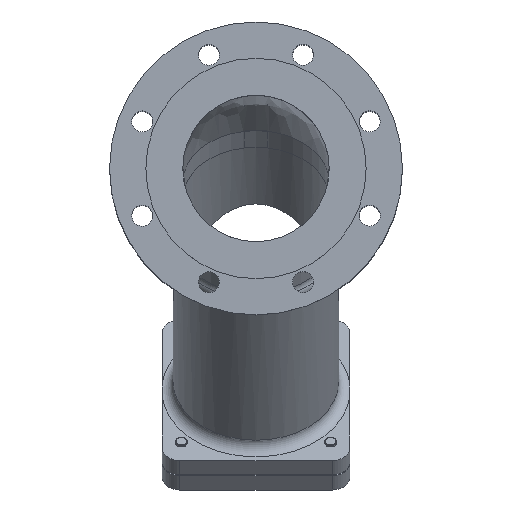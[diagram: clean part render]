
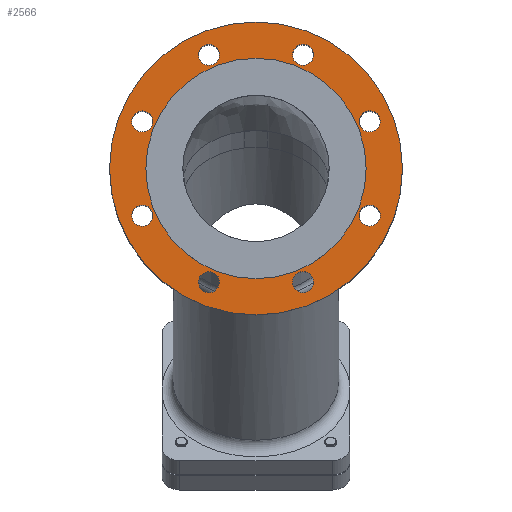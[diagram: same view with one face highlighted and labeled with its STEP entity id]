
A CAD part, top view. The second image highlights one B-rep face of the part: STEP entity #2566.
In plain terms, the highlighted planar face has unit normal (0, 0, 1).
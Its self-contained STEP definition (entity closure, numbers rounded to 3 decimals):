
#97=FACE_BOUND('',#856,.T.);
#98=FACE_BOUND('',#857,.T.);
#99=FACE_BOUND('',#858,.T.);
#100=FACE_BOUND('',#859,.T.);
#101=FACE_BOUND('',#860,.T.);
#102=FACE_BOUND('',#861,.T.);
#103=FACE_BOUND('',#862,.T.);
#104=FACE_BOUND('',#863,.T.);
#105=FACE_BOUND('',#864,.T.);
#564=PLANE('',#2852);
#678=FACE_OUTER_BOUND('',#855,.T.);
#855=EDGE_LOOP('',(#2292,#2293));
#856=EDGE_LOOP('',(#2294,#2295));
#857=EDGE_LOOP('',(#2296,#2297));
#858=EDGE_LOOP('',(#2298,#2299));
#859=EDGE_LOOP('',(#2300,#2301));
#860=EDGE_LOOP('',(#2302,#2303));
#861=EDGE_LOOP('',(#2304,#2305));
#862=EDGE_LOOP('',(#2306,#2307));
#863=EDGE_LOOP('',(#2308,#2309));
#864=EDGE_LOOP('',(#2310,#2311));
#1008=CIRCLE('',#2850,125.);
#1009=CIRCLE('',#2851,125.);
#1010=CIRCLE('',#2853,9.);
#1011=CIRCLE('',#2854,9.);
#1012=CIRCLE('',#2855,9.);
#1013=CIRCLE('',#2856,9.);
#1014=CIRCLE('',#2857,9.);
#1015=CIRCLE('',#2858,9.);
#1016=CIRCLE('',#2859,9.);
#1017=CIRCLE('',#2860,9.);
#1018=CIRCLE('',#2861,9.);
#1019=CIRCLE('',#2862,9.);
#1020=CIRCLE('',#2863,9.);
#1021=CIRCLE('',#2864,9.);
#1022=CIRCLE('',#2865,9.);
#1023=CIRCLE('',#2866,9.);
#1024=CIRCLE('',#2867,9.);
#1025=CIRCLE('',#2868,9.);
#1026=CIRCLE('',#2869,94.);
#1027=CIRCLE('',#2870,94.);
#1276=VERTEX_POINT('',#4496);
#1277=VERTEX_POINT('',#4498);
#1278=VERTEX_POINT('',#4502);
#1279=VERTEX_POINT('',#4503);
#1280=VERTEX_POINT('',#4506);
#1281=VERTEX_POINT('',#4507);
#1282=VERTEX_POINT('',#4510);
#1283=VERTEX_POINT('',#4511);
#1284=VERTEX_POINT('',#4514);
#1285=VERTEX_POINT('',#4515);
#1286=VERTEX_POINT('',#4518);
#1287=VERTEX_POINT('',#4519);
#1288=VERTEX_POINT('',#4522);
#1289=VERTEX_POINT('',#4523);
#1290=VERTEX_POINT('',#4526);
#1291=VERTEX_POINT('',#4527);
#1292=VERTEX_POINT('',#4530);
#1293=VERTEX_POINT('',#4531);
#1294=VERTEX_POINT('',#4534);
#1295=VERTEX_POINT('',#4535);
#1628=EDGE_CURVE('',#1276,#1277,#1008,.T.);
#1629=EDGE_CURVE('',#1277,#1276,#1009,.T.);
#1630=EDGE_CURVE('',#1278,#1279,#1010,.T.);
#1631=EDGE_CURVE('',#1279,#1278,#1011,.T.);
#1632=EDGE_CURVE('',#1280,#1281,#1012,.T.);
#1633=EDGE_CURVE('',#1281,#1280,#1013,.T.);
#1634=EDGE_CURVE('',#1282,#1283,#1014,.T.);
#1635=EDGE_CURVE('',#1283,#1282,#1015,.T.);
#1636=EDGE_CURVE('',#1284,#1285,#1016,.T.);
#1637=EDGE_CURVE('',#1285,#1284,#1017,.T.);
#1638=EDGE_CURVE('',#1286,#1287,#1018,.T.);
#1639=EDGE_CURVE('',#1287,#1286,#1019,.T.);
#1640=EDGE_CURVE('',#1288,#1289,#1020,.T.);
#1641=EDGE_CURVE('',#1289,#1288,#1021,.T.);
#1642=EDGE_CURVE('',#1290,#1291,#1022,.T.);
#1643=EDGE_CURVE('',#1291,#1290,#1023,.T.);
#1644=EDGE_CURVE('',#1292,#1293,#1024,.T.);
#1645=EDGE_CURVE('',#1293,#1292,#1025,.T.);
#1646=EDGE_CURVE('',#1294,#1295,#1026,.T.);
#1647=EDGE_CURVE('',#1295,#1294,#1027,.T.);
#2292=ORIENTED_EDGE('',*,*,#1629,.F.);
#2293=ORIENTED_EDGE('',*,*,#1628,.F.);
#2294=ORIENTED_EDGE('',*,*,#1630,.T.);
#2295=ORIENTED_EDGE('',*,*,#1631,.T.);
#2296=ORIENTED_EDGE('',*,*,#1632,.T.);
#2297=ORIENTED_EDGE('',*,*,#1633,.T.);
#2298=ORIENTED_EDGE('',*,*,#1634,.T.);
#2299=ORIENTED_EDGE('',*,*,#1635,.T.);
#2300=ORIENTED_EDGE('',*,*,#1636,.T.);
#2301=ORIENTED_EDGE('',*,*,#1637,.T.);
#2302=ORIENTED_EDGE('',*,*,#1638,.T.);
#2303=ORIENTED_EDGE('',*,*,#1639,.T.);
#2304=ORIENTED_EDGE('',*,*,#1640,.T.);
#2305=ORIENTED_EDGE('',*,*,#1641,.T.);
#2306=ORIENTED_EDGE('',*,*,#1642,.T.);
#2307=ORIENTED_EDGE('',*,*,#1643,.T.);
#2308=ORIENTED_EDGE('',*,*,#1644,.T.);
#2309=ORIENTED_EDGE('',*,*,#1645,.T.);
#2310=ORIENTED_EDGE('',*,*,#1646,.T.);
#2311=ORIENTED_EDGE('',*,*,#1647,.T.);
#2566=ADVANCED_FACE('',(#678,#97,#98,#99,#100,#101,#102,#103,#104,#105),
#564,.T.);
#2850=AXIS2_PLACEMENT_3D('',#4499,#3540,#3541);
#2851=AXIS2_PLACEMENT_3D('',#4500,#3542,#3543);
#2852=AXIS2_PLACEMENT_3D('',#4501,#3544,#3545);
#2853=AXIS2_PLACEMENT_3D('',#4504,#3546,#3547);
#2854=AXIS2_PLACEMENT_3D('',#4505,#3548,#3549);
#2855=AXIS2_PLACEMENT_3D('',#4508,#3550,#3551);
#2856=AXIS2_PLACEMENT_3D('',#4509,#3552,#3553);
#2857=AXIS2_PLACEMENT_3D('',#4512,#3554,#3555);
#2858=AXIS2_PLACEMENT_3D('',#4513,#3556,#3557);
#2859=AXIS2_PLACEMENT_3D('',#4516,#3558,#3559);
#2860=AXIS2_PLACEMENT_3D('',#4517,#3560,#3561);
#2861=AXIS2_PLACEMENT_3D('',#4520,#3562,#3563);
#2862=AXIS2_PLACEMENT_3D('',#4521,#3564,#3565);
#2863=AXIS2_PLACEMENT_3D('',#4524,#3566,#3567);
#2864=AXIS2_PLACEMENT_3D('',#4525,#3568,#3569);
#2865=AXIS2_PLACEMENT_3D('',#4528,#3570,#3571);
#2866=AXIS2_PLACEMENT_3D('',#4529,#3572,#3573);
#2867=AXIS2_PLACEMENT_3D('',#4532,#3574,#3575);
#2868=AXIS2_PLACEMENT_3D('',#4533,#3576,#3577);
#2869=AXIS2_PLACEMENT_3D('',#4536,#3578,#3579);
#2870=AXIS2_PLACEMENT_3D('',#4537,#3580,#3581);
#3540=DIRECTION('center_axis',(0.,0.,-1.));
#3541=DIRECTION('ref_axis',(1.,0.,0.));
#3542=DIRECTION('center_axis',(0.,0.,-1.));
#3543=DIRECTION('ref_axis',(1.,0.,0.));
#3544=DIRECTION('center_axis',(0.,0.,1.));
#3545=DIRECTION('ref_axis',(1.,0.,0.));
#3546=DIRECTION('center_axis',(0.,0.,-1.));
#3547=DIRECTION('ref_axis',(0.707,0.707,0.));
#3548=DIRECTION('center_axis',(0.,0.,-1.));
#3549=DIRECTION('ref_axis',(0.707,0.707,0.));
#3550=DIRECTION('center_axis',(0.,0.,-1.));
#3551=DIRECTION('ref_axis',(0.,1.,0.));
#3552=DIRECTION('center_axis',(0.,0.,-1.));
#3553=DIRECTION('ref_axis',(0.,1.,0.));
#3554=DIRECTION('center_axis',(0.,0.,-1.));
#3555=DIRECTION('ref_axis',(-0.707,0.707,0.));
#3556=DIRECTION('center_axis',(0.,0.,-1.));
#3557=DIRECTION('ref_axis',(-0.707,0.707,0.));
#3558=DIRECTION('center_axis',(0.,0.,-1.));
#3559=DIRECTION('ref_axis',(-1.,0.,0.));
#3560=DIRECTION('center_axis',(0.,0.,-1.));
#3561=DIRECTION('ref_axis',(-1.,0.,0.));
#3562=DIRECTION('center_axis',(0.,0.,-1.));
#3563=DIRECTION('ref_axis',(-0.707,-0.707,0.));
#3564=DIRECTION('center_axis',(0.,0.,-1.));
#3565=DIRECTION('ref_axis',(-0.707,-0.707,0.));
#3566=DIRECTION('center_axis',(0.,0.,-1.));
#3567=DIRECTION('ref_axis',(0.,-1.,0.));
#3568=DIRECTION('center_axis',(0.,0.,-1.));
#3569=DIRECTION('ref_axis',(0.,-1.,0.));
#3570=DIRECTION('center_axis',(0.,0.,-1.));
#3571=DIRECTION('ref_axis',(0.707,-0.707,0.));
#3572=DIRECTION('center_axis',(0.,0.,-1.));
#3573=DIRECTION('ref_axis',(0.707,-0.707,0.));
#3574=DIRECTION('center_axis',(0.,0.,-1.));
#3575=DIRECTION('ref_axis',(1.,0.,0.));
#3576=DIRECTION('center_axis',(0.,0.,-1.));
#3577=DIRECTION('ref_axis',(1.,0.,0.));
#3578=DIRECTION('center_axis',(0.,0.,-1.));
#3579=DIRECTION('ref_axis',(1.,0.,0.));
#3580=DIRECTION('center_axis',(0.,0.,-1.));
#3581=DIRECTION('ref_axis',(1.,0.,0.));
#4496=CARTESIAN_POINT('',(0.,-125.,197.));
#4498=CARTESIAN_POINT('',(0.,125.,197.));
#4499=CARTESIAN_POINT('Origin',(0.,0.,197.));
#4500=CARTESIAN_POINT('Origin',(0.,0.,197.));
#4501=CARTESIAN_POINT('Origin',(0.,125.,197.));
#4502=CARTESIAN_POINT('',(-33.818,103.371,197.));
#4503=CARTESIAN_POINT('',(-46.546,90.643,197.));
#4504=CARTESIAN_POINT('Origin',(-40.182,97.007,197.));
#4505=CARTESIAN_POINT('Origin',(-40.182,97.007,197.));
#4506=CARTESIAN_POINT('',(-97.007,49.182,197.));
#4507=CARTESIAN_POINT('',(-97.007,31.182,197.));
#4508=CARTESIAN_POINT('Origin',(-97.007,40.182,197.));
#4509=CARTESIAN_POINT('Origin',(-97.007,40.182,197.));
#4510=CARTESIAN_POINT('',(-103.371,-33.818,197.));
#4511=CARTESIAN_POINT('',(-90.643,-46.546,197.));
#4512=CARTESIAN_POINT('Origin',(-97.007,-40.182,197.));
#4513=CARTESIAN_POINT('Origin',(-97.007,-40.182,197.));
#4514=CARTESIAN_POINT('',(-49.182,-97.007,197.));
#4515=CARTESIAN_POINT('',(-31.182,-97.007,197.));
#4516=CARTESIAN_POINT('Origin',(-40.182,-97.007,197.));
#4517=CARTESIAN_POINT('Origin',(-40.182,-97.007,197.));
#4518=CARTESIAN_POINT('',(33.818,-103.371,197.));
#4519=CARTESIAN_POINT('',(46.546,-90.643,197.));
#4520=CARTESIAN_POINT('Origin',(40.182,-97.007,197.));
#4521=CARTESIAN_POINT('Origin',(40.182,-97.007,197.));
#4522=CARTESIAN_POINT('',(97.007,-49.182,197.));
#4523=CARTESIAN_POINT('',(97.007,-31.182,197.));
#4524=CARTESIAN_POINT('Origin',(97.007,-40.182,197.));
#4525=CARTESIAN_POINT('Origin',(97.007,-40.182,197.));
#4526=CARTESIAN_POINT('',(103.371,33.818,197.));
#4527=CARTESIAN_POINT('',(90.643,46.546,197.));
#4528=CARTESIAN_POINT('Origin',(97.007,40.182,197.));
#4529=CARTESIAN_POINT('Origin',(97.007,40.182,197.));
#4530=CARTESIAN_POINT('',(49.182,97.007,197.));
#4531=CARTESIAN_POINT('',(31.182,97.007,197.));
#4532=CARTESIAN_POINT('Origin',(40.182,97.007,197.));
#4533=CARTESIAN_POINT('Origin',(40.182,97.007,197.));
#4534=CARTESIAN_POINT('',(0.,94.,197.));
#4535=CARTESIAN_POINT('',(0.,-94.,197.));
#4536=CARTESIAN_POINT('Origin',(0.,0.,197.));
#4537=CARTESIAN_POINT('Origin',(0.,0.,197.));
